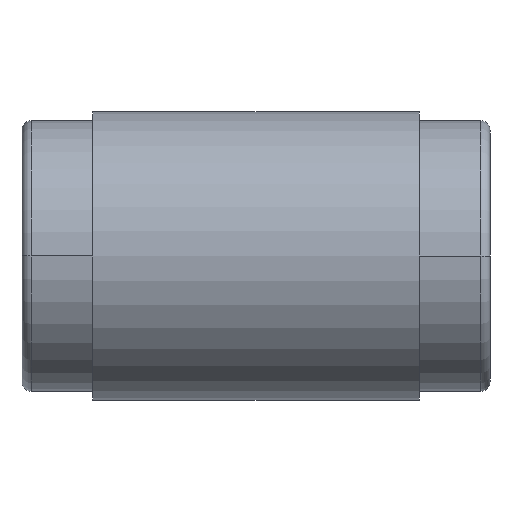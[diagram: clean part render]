
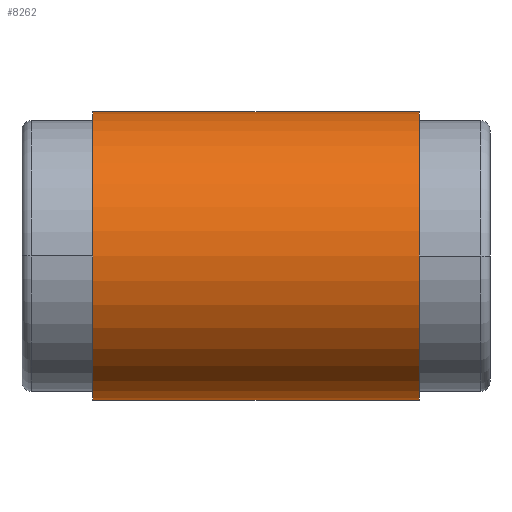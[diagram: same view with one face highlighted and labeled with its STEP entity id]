
A CAD part, left-side view. The second image highlights one B-rep face of the part: STEP entity #8262.
In plain terms, the highlighted cylindrical face has radius 152.5 mm (diameter 305 mm), a partial arc.
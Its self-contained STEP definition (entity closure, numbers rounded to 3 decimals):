
#20 = VERTEX_POINT ( 'NONE', #3792 ) ;
#432 = LINE ( 'NONE', #13952, #6684 ) ;
#1052 = AXIS2_PLACEMENT_3D ( 'NONE', #1925, #12994, #10635 ) ;
#1193 = CARTESIAN_POINT ( 'NONE',  ( 0., 247.5, -152.5 ) ) ;
#1520 = DIRECTION ( 'NONE',  ( 0., -1., 0. ) ) ;
#1669 = CARTESIAN_POINT ( 'NONE',  ( 0., -172.5, -152.5 ) ) ;
#1800 = CIRCLE ( 'NONE', #11173, 152.5 ) ;
#1822 = VERTEX_POINT ( 'NONE', #10717 ) ;
#1925 = CARTESIAN_POINT ( 'NONE',  ( 0., -172.5, 0. ) ) ;
#2003 = ORIENTED_EDGE ( 'NONE', *, *, #10560, .T. ) ;
#2033 = DIRECTION ( 'NONE',  ( 1., 0., 0. ) ) ;
#2814 = DIRECTION ( 'NONE',  ( 0., -1., 0. ) ) ;
#3379 = EDGE_CURVE ( 'NONE', #20, #10000, #432, .T. ) ;
#3792 = CARTESIAN_POINT ( 'NONE',  ( 0., 172.5, 152.5 ) ) ;
#3849 = CIRCLE ( 'NONE', #1052, 152.5 ) ;
#4569 = DIRECTION ( 'NONE',  ( 0., -1., 0. ) ) ;
#6684 = VECTOR ( 'NONE', #7578, 1000. ) ;
#6775 = VERTEX_POINT ( 'NONE', #1669 ) ;
#7565 = ORIENTED_EDGE ( 'NONE', *, *, #3379, .F. ) ;
#7578 = DIRECTION ( 'NONE',  ( 0., -1., 0. ) ) ;
#7946 = ORIENTED_EDGE ( 'NONE', *, *, #8913, .T. ) ;
#8262 = ADVANCED_FACE ( 'NONE', ( #10033 ), #14838, .T. ) ;
#8409 = EDGE_CURVE ( 'NONE', #1822, #6775, #9761, .T. ) ;
#8847 = CARTESIAN_POINT ( 'NONE',  ( 0., 247.5, 0. ) ) ;
#8913 = EDGE_CURVE ( 'NONE', #20, #1822, #1800, .T. ) ;
#9761 = LINE ( 'NONE', #1193, #13328 ) ;
#10000 = VERTEX_POINT ( 'NONE', #14346 ) ;
#10033 = FACE_OUTER_BOUND ( 'NONE', #10703, .T. ) ;
#10131 = ORIENTED_EDGE ( 'NONE', *, *, #8409, .T. ) ;
#10560 = EDGE_CURVE ( 'NONE', #6775, #10000, #3849, .T. ) ;
#10635 = DIRECTION ( 'NONE',  ( 1., 0., 0. ) ) ;
#10703 = EDGE_LOOP ( 'NONE', ( #7565, #7946, #10131, #2003 ) ) ;
#10717 = CARTESIAN_POINT ( 'NONE',  ( 0., 172.5, -152.5 ) ) ;
#11173 = AXIS2_PLACEMENT_3D ( 'NONE', #12881, #4569, #2033 ) ;
#12473 = DIRECTION ( 'NONE',  ( 0., 0., -1. ) ) ;
#12881 = CARTESIAN_POINT ( 'NONE',  ( 0., 172.5, 0. ) ) ;
#12994 = DIRECTION ( 'NONE',  ( 0., 1., 0. ) ) ;
#13328 = VECTOR ( 'NONE', #1520, 1000. ) ;
#13952 = CARTESIAN_POINT ( 'NONE',  ( 0., 247.5, 152.5 ) ) ;
#14330 = AXIS2_PLACEMENT_3D ( 'NONE', #8847, #2814, #12473 ) ;
#14346 = CARTESIAN_POINT ( 'NONE',  ( 0., -172.5, 152.5 ) ) ;
#14838 = CYLINDRICAL_SURFACE ( 'NONE', #14330, 152.5 ) ;
